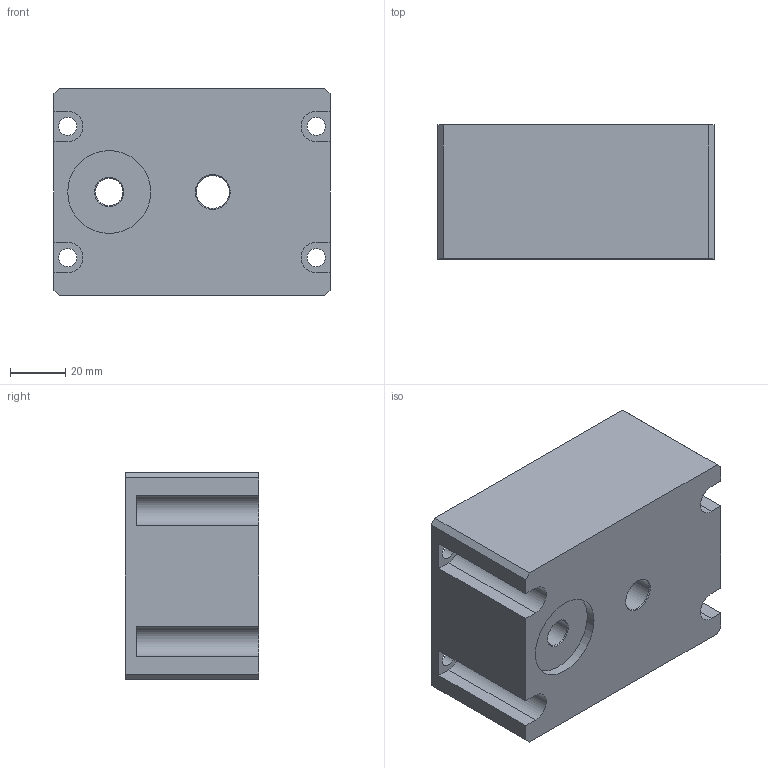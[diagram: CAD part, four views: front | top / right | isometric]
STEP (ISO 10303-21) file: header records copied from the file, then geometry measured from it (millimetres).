
FILE_DESCRIPTION(/* description */ (''),/* implementation_level */ '2;1');
FILE_NAME(/* name */ 'CarterEngrennage.stp',/* time_stamp */ '2022-05-24T12:10:20+02:00',/* author */ ('Nathann'),/* organization */ (''),/* preprocessor_version */ 'ST-DEVELOPER v16.13',/* originating_system */ 'Autodesk Inventor 2018',/* authorisation */ '');
FILE_SCHEMA (('AUTOMOTIVE_DESIGN { 1 0 10303 214 3 1 1 }'));
Length unit declared in the file: millimetre
Products named in the file (1): CarterEngrennage
Bounding box: 100 x 48.5 x 75 mm (x, y, z)
Volume: 139585.8 mm3; surface area: 45524.9 mm2
Topology: 1 solids, 1 shells, 58 faces, 159 edges, 105 vertices
Faces by surface type: plane 31, cylinder 23, cone 4
Full cylindrical faces by diameter (mm): 6.6 x4, 10 x1, 12 x1, 30 x1
Entity records: 1848 total; most frequent: DIRECTION 315, CARTESIAN_POINT 310, ORIENTED_EDGE 294, EDGE_CURVE 147, AXIS2_PLACEMENT_3D 109, VERTEX_POINT 104, LINE 97, VECTOR 97
